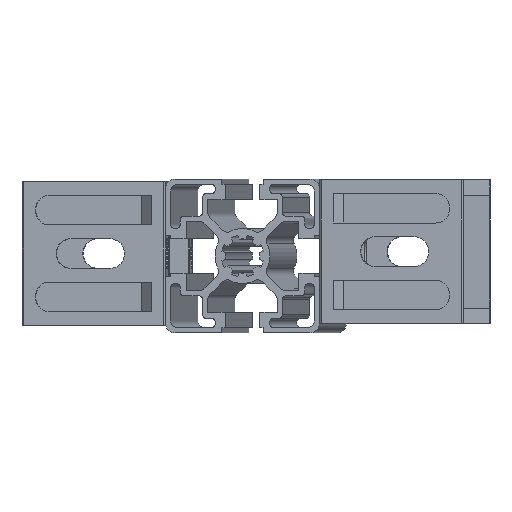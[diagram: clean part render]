
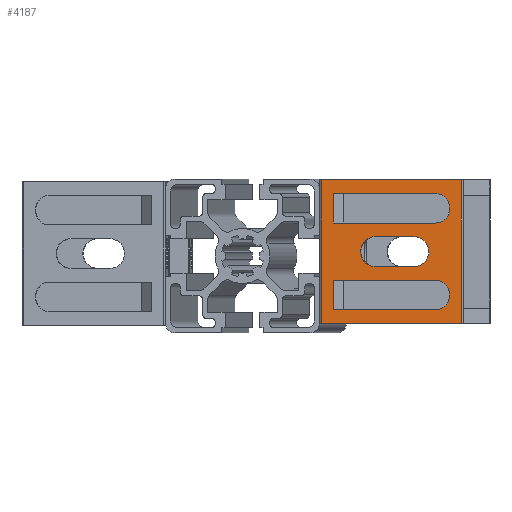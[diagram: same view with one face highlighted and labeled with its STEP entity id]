
A CAD part, left-side view. The second image highlights one B-rep face of the part: STEP entity #4187.
In plain terms, the highlighted face is planar.
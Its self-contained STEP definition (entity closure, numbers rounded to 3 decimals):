
#125=FACE_BOUND('',#521,.T.);
#126=FACE_BOUND('',#522,.T.);
#127=FACE_BOUND('',#523,.T.);
#297=FACE_OUTER_BOUND('',#520,.T.);
#520=EDGE_LOOP('',(#3636,#3637,#3638,#3639));
#521=EDGE_LOOP('',(#3640,#3641,#3642,#3643,#3644,#3645));
#522=EDGE_LOOP('',(#3646,#3647,#3648,#3649,#3650,#3651));
#523=EDGE_LOOP('',(#3652,#3653,#3654,#3655));
#705=CIRCLE('',#4590,4.);
#706=CIRCLE('',#4591,4.);
#707=CIRCLE('',#4592,4.);
#708=CIRCLE('',#4593,4.);
#709=CIRCLE('',#4594,4.375);
#710=CIRCLE('',#4595,4.375);
#1082=LINE('',#6842,#1541);
#1085=LINE('',#6848,#1544);
#1092=LINE('',#6862,#1551);
#1093=LINE('',#6863,#1552);
#1094=LINE('',#6866,#1553);
#1095=LINE('',#6868,#1554);
#1096=LINE('',#6870,#1555);
#1097=LINE('',#6874,#1556);
#1098=LINE('',#6878,#1557);
#1099=LINE('',#6880,#1558);
#1100=LINE('',#6882,#1559);
#1101=LINE('',#6886,#1560);
#1102=LINE('',#6892,#1561);
#1103=LINE('',#6895,#1562);
#1541=VECTOR('',#5608,10.);
#1544=VECTOR('',#5613,10.);
#1551=VECTOR('',#5622,10.);
#1552=VECTOR('',#5623,10.);
#1553=VECTOR('',#5624,10.);
#1554=VECTOR('',#5625,10.);
#1555=VECTOR('',#5626,10.);
#1556=VECTOR('',#5629,10.);
#1557=VECTOR('',#5632,10.);
#1558=VECTOR('',#5633,10.);
#1559=VECTOR('',#5634,10.);
#1560=VECTOR('',#5637,10.);
#1561=VECTOR('',#5642,10.);
#1562=VECTOR('',#5645,10.);
#1968=VERTEX_POINT('',#6839);
#1969=VERTEX_POINT('',#6841);
#1971=VERTEX_POINT('',#6847);
#1977=VERTEX_POINT('',#6861);
#1978=VERTEX_POINT('',#6864);
#1979=VERTEX_POINT('',#6865);
#1980=VERTEX_POINT('',#6867);
#1981=VERTEX_POINT('',#6869);
#1982=VERTEX_POINT('',#6871);
#1983=VERTEX_POINT('',#6873);
#1984=VERTEX_POINT('',#6876);
#1985=VERTEX_POINT('',#6877);
#1986=VERTEX_POINT('',#6879);
#1987=VERTEX_POINT('',#6881);
#1988=VERTEX_POINT('',#6883);
#1989=VERTEX_POINT('',#6885);
#1990=VERTEX_POINT('',#6888);
#1991=VERTEX_POINT('',#6889);
#1992=VERTEX_POINT('',#6891);
#1993=VERTEX_POINT('',#6893);
#2534=EDGE_CURVE('',#1968,#1969,#1082,.T.);
#2537=EDGE_CURVE('',#1969,#1971,#1085,.T.);
#2544=EDGE_CURVE('',#1977,#1968,#1092,.T.);
#2545=EDGE_CURVE('',#1971,#1977,#1093,.T.);
#2546=EDGE_CURVE('',#1978,#1979,#1094,.T.);
#2547=EDGE_CURVE('',#1979,#1980,#1095,.T.);
#2548=EDGE_CURVE('',#1980,#1981,#1096,.T.);
#2549=EDGE_CURVE('',#1982,#1981,#705,.T.);
#2550=EDGE_CURVE('',#1982,#1983,#1097,.T.);
#2551=EDGE_CURVE('',#1978,#1983,#706,.T.);
#2552=EDGE_CURVE('',#1984,#1985,#1098,.T.);
#2553=EDGE_CURVE('',#1985,#1986,#1099,.T.);
#2554=EDGE_CURVE('',#1986,#1987,#1100,.T.);
#2555=EDGE_CURVE('',#1988,#1987,#707,.T.);
#2556=EDGE_CURVE('',#1988,#1989,#1101,.T.);
#2557=EDGE_CURVE('',#1984,#1989,#708,.T.);
#2558=EDGE_CURVE('',#1990,#1991,#709,.T.);
#2559=EDGE_CURVE('',#1991,#1992,#1102,.T.);
#2560=EDGE_CURVE('',#1992,#1993,#710,.T.);
#2561=EDGE_CURVE('',#1993,#1990,#1103,.T.);
#3636=ORIENTED_EDGE('',*,*,#2534,.F.);
#3637=ORIENTED_EDGE('',*,*,#2544,.F.);
#3638=ORIENTED_EDGE('',*,*,#2545,.F.);
#3639=ORIENTED_EDGE('',*,*,#2537,.F.);
#3640=ORIENTED_EDGE('',*,*,#2546,.T.);
#3641=ORIENTED_EDGE('',*,*,#2547,.T.);
#3642=ORIENTED_EDGE('',*,*,#2548,.T.);
#3643=ORIENTED_EDGE('',*,*,#2549,.F.);
#3644=ORIENTED_EDGE('',*,*,#2550,.T.);
#3645=ORIENTED_EDGE('',*,*,#2551,.F.);
#3646=ORIENTED_EDGE('',*,*,#2552,.T.);
#3647=ORIENTED_EDGE('',*,*,#2553,.T.);
#3648=ORIENTED_EDGE('',*,*,#2554,.T.);
#3649=ORIENTED_EDGE('',*,*,#2555,.F.);
#3650=ORIENTED_EDGE('',*,*,#2556,.T.);
#3651=ORIENTED_EDGE('',*,*,#2557,.F.);
#3652=ORIENTED_EDGE('',*,*,#2558,.T.);
#3653=ORIENTED_EDGE('',*,*,#2559,.T.);
#3654=ORIENTED_EDGE('',*,*,#2560,.T.);
#3655=ORIENTED_EDGE('',*,*,#2561,.T.);
#3986=PLANE('',#4589);
#4187=ADVANCED_FACE('',(#297,#125,#126,#127),#3986,.T.);
#4589=AXIS2_PLACEMENT_3D('',#6860,#5620,#5621);
#4590=AXIS2_PLACEMENT_3D('',#6872,#5627,#5628);
#4591=AXIS2_PLACEMENT_3D('',#6875,#5630,#5631);
#4592=AXIS2_PLACEMENT_3D('',#6884,#5635,#5636);
#4593=AXIS2_PLACEMENT_3D('',#6887,#5638,#5639);
#4594=AXIS2_PLACEMENT_3D('',#6890,#5640,#5641);
#4595=AXIS2_PLACEMENT_3D('',#6894,#5643,#5644);
#5608=DIRECTION('',(0.,0.,-1.));
#5613=DIRECTION('',(0.,1.,0.));
#5620=DIRECTION('center_axis',(-1.,0.,0.));
#5621=DIRECTION('ref_axis',(0.,-1.,0.));
#5622=DIRECTION('',(0.,-1.,0.));
#5623=DIRECTION('',(0.,0.,1.));
#5624=DIRECTION('',(0.,-1.,0.));
#5625=DIRECTION('',(0.,0.,-1.));
#5626=DIRECTION('',(0.,1.,0.));
#5627=DIRECTION('center_axis',(-1.,0.,0.));
#5628=DIRECTION('ref_axis',(0.,0.707,-0.707));
#5629=DIRECTION('',(0.,0.,1.));
#5630=DIRECTION('center_axis',(-1.,0.,0.));
#5631=DIRECTION('ref_axis',(0.,0.707,0.707));
#5632=DIRECTION('',(0.,-1.,0.));
#5633=DIRECTION('',(0.,0.,-1.));
#5634=DIRECTION('',(0.,1.,0.));
#5635=DIRECTION('center_axis',(-1.,0.,0.));
#5636=DIRECTION('ref_axis',(0.,0.707,-0.707));
#5637=DIRECTION('',(0.,0.,1.));
#5638=DIRECTION('center_axis',(-1.,0.,0.));
#5639=DIRECTION('ref_axis',(0.,0.707,0.707));
#5640=DIRECTION('center_axis',(1.,0.,0.));
#5641=DIRECTION('ref_axis',(0.,0.,1.));
#5642=DIRECTION('',(0.,-1.,0.));
#5643=DIRECTION('center_axis',(1.,0.,0.));
#5644=DIRECTION('ref_axis',(0.,0.,-1.));
#5645=DIRECTION('',(0.,1.,0.));
#6839=CARTESIAN_POINT('',(0.,0.5,42.));
#6841=CARTESIAN_POINT('',(0.,0.5,0.));
#6842=CARTESIAN_POINT('',(0.,0.5,0.));
#6847=CARTESIAN_POINT('',(0.,41.5,0.));
#6848=CARTESIAN_POINT('',(0.,0.,0.));
#6860=CARTESIAN_POINT('Origin',(0.,42.,0.));
#6861=CARTESIAN_POINT('',(0.,41.5,42.));
#6862=CARTESIAN_POINT('',(0.,0.,42.));
#6863=CARTESIAN_POINT('',(0.,41.5,0.));
#6864=CARTESIAN_POINT('',(0.,34.,38.));
#6865=CARTESIAN_POINT('',(0.,4.,38.));
#6866=CARTESIAN_POINT('',(0.,40.,38.));
#6867=CARTESIAN_POINT('',(0.,4.,29.375));
#6868=CARTESIAN_POINT('',(0.,4.,19.));
#6869=CARTESIAN_POINT('',(0.,34.,29.375));
#6870=CARTESIAN_POINT('',(0.,23.,29.375));
#6871=CARTESIAN_POINT('',(0.,38.,33.375));
#6872=CARTESIAN_POINT('Origin',(0.,34.,33.375));
#6873=CARTESIAN_POINT('',(0.,38.,34.));
#6874=CARTESIAN_POINT('',(0.,38.,14.688));
#6875=CARTESIAN_POINT('Origin',(0.,34.,34.));
#6876=CARTESIAN_POINT('',(0.,34.,12.625));
#6877=CARTESIAN_POINT('',(0.,4.,12.625));
#6878=CARTESIAN_POINT('',(0.,40.,12.625));
#6879=CARTESIAN_POINT('',(0.,4.,4.));
#6880=CARTESIAN_POINT('',(0.,4.,6.313));
#6881=CARTESIAN_POINT('',(0.,34.,4.));
#6882=CARTESIAN_POINT('',(0.,23.,4.));
#6883=CARTESIAN_POINT('',(0.,38.,8.));
#6884=CARTESIAN_POINT('Origin',(0.,34.,8.));
#6885=CARTESIAN_POINT('',(0.,38.,8.625));
#6886=CARTESIAN_POINT('',(0.,38.,2.));
#6887=CARTESIAN_POINT('Origin',(0.,34.,8.625));
#6888=CARTESIAN_POINT('',(0.,27.625,16.625));
#6889=CARTESIAN_POINT('',(0.,27.625,25.375));
#6890=CARTESIAN_POINT('Origin',(0.,27.625,21.));
#6891=CARTESIAN_POINT('',(0.,16.375,25.375));
#6892=CARTESIAN_POINT('',(0.,34.813,25.375));
#6893=CARTESIAN_POINT('',(0.,16.375,16.625));
#6894=CARTESIAN_POINT('Origin',(0.,16.375,21.));
#6895=CARTESIAN_POINT('',(0.,29.188,16.625));
